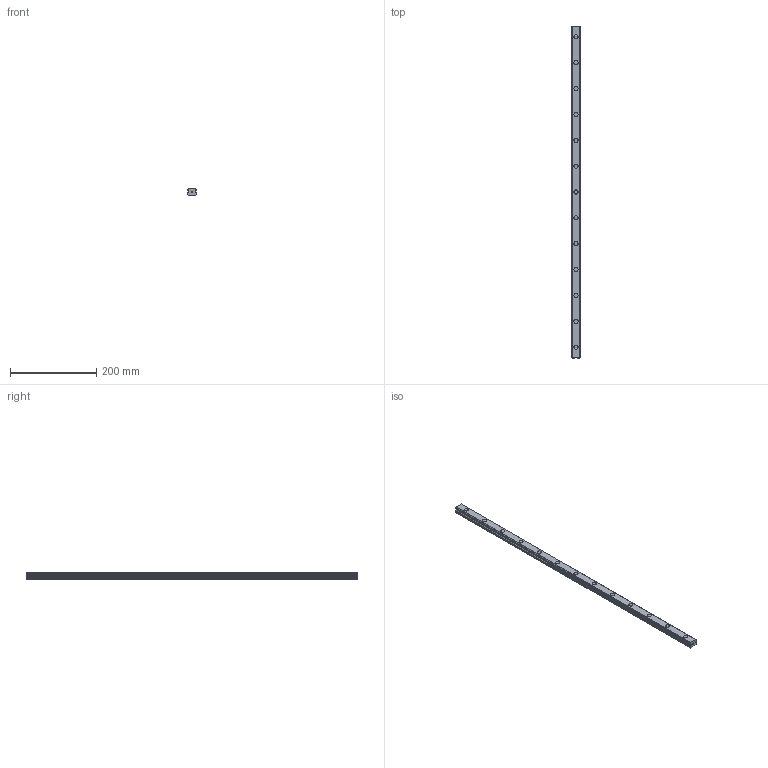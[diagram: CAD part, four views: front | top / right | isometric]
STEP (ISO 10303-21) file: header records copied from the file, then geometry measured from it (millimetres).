
FILE_DESCRIPTION(('STEP AP214'),'1');
FILE_NAME('cctmp_E185BD7B-7EA8-4AFD-A40C-0AC9D6A6AE4B_2021_02_04_10_11_45_0236..stp','2021-02-04T09:11:45',('HIWIN GmbH'),('CADClick - www.CADClick.com'),'Spatial InterOp 3D',' ','unknown authorization');
FILE_SCHEMA(('AUTOMOTIVE_DESIGN'));
Length unit declared in the file: millimetre
Products named in the file (1): EGR20R770C_FILE
Bounding box: 20 x 770 x 15.5 mm (x, y, z)
Volume: 206511 mm3; surface area: 62057.6 mm2
Topology: 1 solids, 1 shells, 259 faces, 629 edges, 402 vertices
Faces by surface type: plane 163, cylinder 96
Entity records: 9687 total; most frequent: DIRECTION 1393, CARTESIAN_POINT 1291, ORIENTED_EDGE 1258, EDGE_CURVE 629, AXIS2_PLACEMENT_3D 504, VERTEX_POINT 402, LINE 385, VECTOR 385
